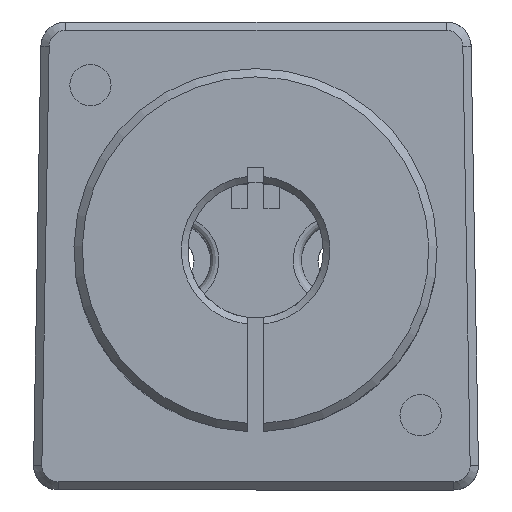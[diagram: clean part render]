
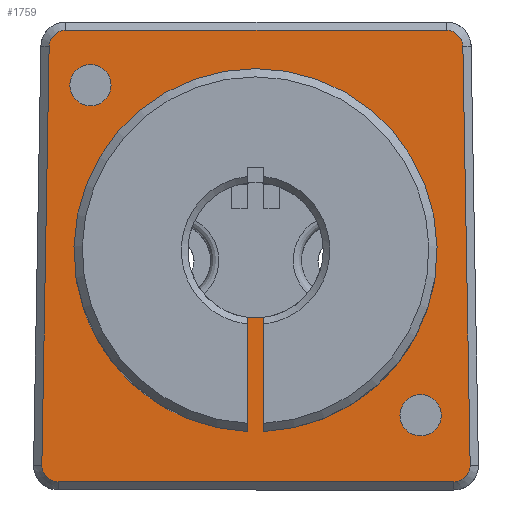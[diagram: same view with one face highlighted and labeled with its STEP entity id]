
A CAD part, front view. The second image highlights one B-rep face of the part: STEP entity #1759.
In plain terms, the highlighted face is planar.
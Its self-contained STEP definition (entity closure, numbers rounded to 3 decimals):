
#101=FACE_BOUND('',#580,.T.);
#102=FACE_BOUND('',#581,.T.);
#103=FACE_BOUND('',#582,.T.);
#127=LINE('',#2715,#265);
#133=LINE('',#2730,#271);
#137=LINE('',#2742,#275);
#138=LINE('',#2747,#276);
#139=LINE('',#2757,#277);
#140=LINE('',#2760,#278);
#265=VECTOR('',#2136,10.);
#271=VECTOR('',#2150,10.);
#275=VECTOR('',#2162,10.);
#276=VECTOR('',#2167,10.);
#277=VECTOR('',#2176,6.919);
#278=VECTOR('',#2179,6.919);
#402=PLANE('',#1907);
#467=FACE_OUTER_BOUND('',#579,.T.);
#579=EDGE_LOOP('',(#1284,#1285,#1286,#1287,#1288,#1289,#1290,#1291));
#580=EDGE_LOOP('',(#1292));
#581=EDGE_LOOP('',(#1293));
#582=EDGE_LOOP('',(#1294,#1295,#1296,#1297));
#715=CIRCLE('',#1901,1.);
#717=CIRCLE('',#1905,1.);
#718=CIRCLE('',#1908,1.);
#719=CIRCLE('',#1909,1.);
#720=CIRCLE('',#1910,1.25);
#721=CIRCLE('',#1911,1.25);
#722=CIRCLE('',#1912,11.);
#723=CIRCLE('',#1913,4.1);
#810=VERTEX_POINT('',#2712);
#811=VERTEX_POINT('',#2714);
#813=VERTEX_POINT('',#2720);
#815=VERTEX_POINT('',#2726);
#817=VERTEX_POINT('',#2732);
#819=VERTEX_POINT('',#2738);
#821=VERTEX_POINT('',#2744);
#822=VERTEX_POINT('',#2746);
#823=VERTEX_POINT('',#2749);
#824=VERTEX_POINT('',#2751);
#825=VERTEX_POINT('',#2753);
#826=VERTEX_POINT('',#2754);
#827=VERTEX_POINT('',#2756);
#828=VERTEX_POINT('',#2758);
#985=EDGE_CURVE('',#810,#811,#127,.T.);
#990=EDGE_CURVE('',#811,#813,#715,.T.);
#993=EDGE_CURVE('',#813,#815,#133,.T.);
#996=EDGE_CURVE('',#815,#817,#717,.T.);
#999=EDGE_CURVE('',#817,#819,#137,.T.);
#1000=EDGE_CURVE('',#821,#810,#718,.T.);
#1001=EDGE_CURVE('',#822,#821,#138,.T.);
#1002=EDGE_CURVE('',#819,#822,#719,.T.);
#1003=EDGE_CURVE('',#823,#823,#720,.T.);
#1004=EDGE_CURVE('',#824,#824,#721,.T.);
#1005=EDGE_CURVE('',#825,#826,#722,.T.);
#1006=EDGE_CURVE('',#826,#827,#139,.T.);
#1007=EDGE_CURVE('',#827,#828,#723,.T.);
#1008=EDGE_CURVE('',#828,#825,#140,.T.);
#1284=ORIENTED_EDGE('',*,*,#1000,.F.);
#1285=ORIENTED_EDGE('',*,*,#1001,.F.);
#1286=ORIENTED_EDGE('',*,*,#1002,.F.);
#1287=ORIENTED_EDGE('',*,*,#999,.F.);
#1288=ORIENTED_EDGE('',*,*,#996,.F.);
#1289=ORIENTED_EDGE('',*,*,#993,.F.);
#1290=ORIENTED_EDGE('',*,*,#990,.F.);
#1291=ORIENTED_EDGE('',*,*,#985,.F.);
#1292=ORIENTED_EDGE('',*,*,#1003,.T.);
#1293=ORIENTED_EDGE('',*,*,#1004,.T.);
#1294=ORIENTED_EDGE('',*,*,#1005,.T.);
#1295=ORIENTED_EDGE('',*,*,#1006,.T.);
#1296=ORIENTED_EDGE('',*,*,#1007,.T.);
#1297=ORIENTED_EDGE('',*,*,#1008,.T.);
#1759=ADVANCED_FACE('',(#467,#101,#102,#103),#402,.F.);
#1901=AXIS2_PLACEMENT_3D('',#2724,#2144,#2145);
#1905=AXIS2_PLACEMENT_3D('',#2736,#2156,#2157);
#1907=AXIS2_PLACEMENT_3D('',#2743,#2163,#2164);
#1908=AXIS2_PLACEMENT_3D('',#2745,#2165,#2166);
#1909=AXIS2_PLACEMENT_3D('',#2748,#2168,#2169);
#1910=AXIS2_PLACEMENT_3D('',#2750,#2170,#2171);
#1911=AXIS2_PLACEMENT_3D('',#2752,#2172,#2173);
#1912=AXIS2_PLACEMENT_3D('',#2755,#2174,#2175);
#1913=AXIS2_PLACEMENT_3D('',#2759,#2177,#2178);
#2136=DIRECTION('',(0.,-1.,0.017));
#2144=DIRECTION('center_axis',(-1.,0.,0.));
#2145=DIRECTION('ref_axis',(0.,-0.017,-1.));
#2150=DIRECTION('',(0.,0.,1.));
#2156=DIRECTION('center_axis',(-1.,0.,0.));
#2157=DIRECTION('ref_axis',(0.,-1.,0.));
#2162=DIRECTION('',(0.,1.,0.017));
#2163=DIRECTION('center_axis',(-1.,0.,0.));
#2164=DIRECTION('ref_axis',(0.,0.,
-1.));
#2165=DIRECTION('center_axis',(-1.,0.,0.));
#2166=DIRECTION('ref_axis',(0.,1.,0.));
#2167=DIRECTION('',(0.,0.,-1.));
#2168=DIRECTION('center_axis',(-1.,0.,0.));
#2169=DIRECTION('ref_axis',(0.,0.,1.));
#2170=DIRECTION('center_axis',(-1.,0.,0.));
#2171=DIRECTION('ref_axis',(0.,-1.,0.));
#2172=DIRECTION('center_axis',(-1.,0.,0.));
#2173=DIRECTION('ref_axis',(0.,-1.,0.));
#2174=DIRECTION('center_axis',(-1.,0.,0.));
#2175=DIRECTION('ref_axis',(0.,0.999,-0.045));
#2176=DIRECTION('',(0.,-1.,0.));
#2177=DIRECTION('center_axis',(-1.,0.,0.));
#2178=DIRECTION('ref_axis',(0.,0.,
-1.));
#2179=DIRECTION('',(0.,1.,0.));
#2712=CARTESIAN_POINT('',(27.5,26.775,-12.446));
#2714=CARTESIAN_POINT('',(27.5,1.408,-12.003));
#2715=CARTESIAN_POINT('',(27.5,7.468,-12.109));
#2720=CARTESIAN_POINT('',(27.5,0.425,-11.003));
#2724=CARTESIAN_POINT('Origin',(27.5,1.425,-11.003));
#2726=CARTESIAN_POINT('',(27.5,0.425,12.059));
#2730=CARTESIAN_POINT('',(27.5,0.425,6.28));
#2732=CARTESIAN_POINT('',(27.5,1.408,13.059));
#2736=CARTESIAN_POINT('Origin',(27.5,1.425,12.059));
#2738=CARTESIAN_POINT('',(27.5,26.775,13.502));
#2742=CARTESIAN_POINT('',(27.5,20.156,13.386));
#2743=CARTESIAN_POINT('Origin',(27.5,13.75,0.5));
#2744=CARTESIAN_POINT('',(27.5,27.775,-11.446));
#2745=CARTESIAN_POINT('Origin',(27.5,26.775,-11.446));
#2746=CARTESIAN_POINT('',(27.5,27.775,12.502));
#2747=CARTESIAN_POINT('',(27.5,27.775,-5.473));
#2748=CARTESIAN_POINT('Origin',(27.5,26.775,12.502));
#2749=CARTESIAN_POINT('',(27.5,5.,-9.5));
#2750=CARTESIAN_POINT('Origin',(27.5,3.75,-9.5));
#2751=CARTESIAN_POINT('',(27.5,25.,10.5));
#2752=CARTESIAN_POINT('Origin',(27.5,23.75,10.5));
#2753=CARTESIAN_POINT('',(27.5,24.739,0.));
#2754=CARTESIAN_POINT('',(27.5,24.739,1.));
#2755=CARTESIAN_POINT('Origin',(27.5,13.75,0.5));
#2756=CARTESIAN_POINT('',(27.5,17.819,1.));
#2757=CARTESIAN_POINT('',(27.5,24.739,1.));
#2758=CARTESIAN_POINT('',(27.5,17.819,0.));
#2759=CARTESIAN_POINT('Origin',(27.5,13.75,0.5));
#2760=CARTESIAN_POINT('',(27.5,17.819,0.));
